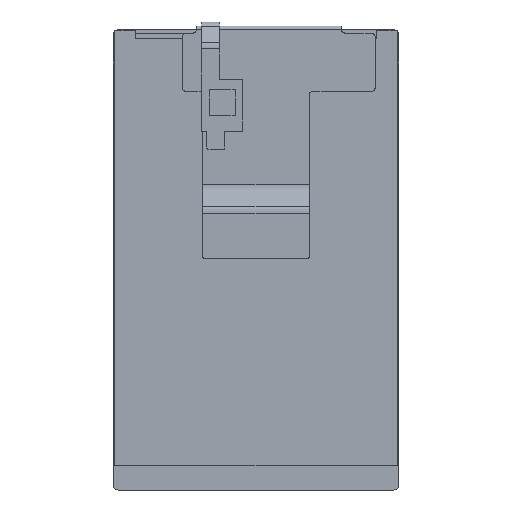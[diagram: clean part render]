
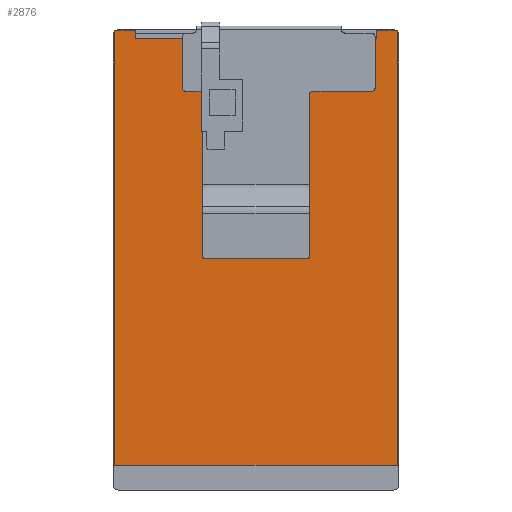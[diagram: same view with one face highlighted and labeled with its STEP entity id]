
A CAD part, front view. The second image highlights one B-rep face of the part: STEP entity #2876.
In plain terms, the highlighted planar face has unit normal (0, -1, 0).
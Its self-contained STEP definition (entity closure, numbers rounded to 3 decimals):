
#136 = DIRECTION ( 'NONE',  ( -1., 0., 0. ) ) ;
#157 = VECTOR ( 'NONE', #1769, 1000. ) ;
#238 = VERTEX_POINT ( 'NONE', #1255 ) ;
#252 = AXIS2_PLACEMENT_3D ( 'NONE', #984, #2056, #3098 ) ;
#312 = EDGE_LOOP ( 'NONE', ( #2573, #2195, #1836, #755, #549, #1972, #1425, #1179 ) ) ;
#318 = CARTESIAN_POINT ( 'NONE',  ( 27.28, 0., 42.035 ) ) ;
#409 = CARTESIAN_POINT ( 'NONE',  ( -27.28, 0., -42.035 ) ) ;
#414 = EDGE_CURVE ( 'NONE', #986, #1289, #802, .T. ) ;
#420 = CARTESIAN_POINT ( 'NONE',  ( 23.28, 0., 42.035 ) ) ;
#500 = CARTESIAN_POINT ( 'NONE',  ( -27.28, 0., 42.035 ) ) ;
#549 = ORIENTED_EDGE ( 'NONE', *, *, #414, .F. ) ;
#578 = CARTESIAN_POINT ( 'NONE',  ( 27.28, 0., -42.035 ) ) ;
#675 = LINE ( 'NONE', #2027, #157 ) ;
#727 = LINE ( 'NONE', #2393, #3144 ) ;
#732 = EDGE_CURVE ( 'NONE', #939, #3206, #1529, .T. ) ;
#755 = ORIENTED_EDGE ( 'NONE', *, *, #1943, .F. ) ;
#766 = VECTOR ( 'NONE', #3070, 1000. ) ;
#802 = LINE ( 'NONE', #2424, #2638 ) ;
#814 = VECTOR ( 'NONE', #1149, 1000. ) ;
#939 = VERTEX_POINT ( 'NONE', #1520 ) ;
#984 = CARTESIAN_POINT ( 'NONE',  ( 0., 0., 0. ) ) ;
#986 = VERTEX_POINT ( 'NONE', #1248 ) ;
#989 = DIRECTION ( 'NONE',  ( 0., 0., 1. ) ) ;
#993 = LINE ( 'NONE', #2023, #766 ) ;
#1094 = VECTOR ( 'NONE', #3179, 1000. ) ;
#1149 = DIRECTION ( 'NONE',  ( 1., 0., 0. ) ) ;
#1179 = ORIENTED_EDGE ( 'NONE', *, *, #732, .F. ) ;
#1248 = CARTESIAN_POINT ( 'NONE',  ( -23.28, 0., 40.465 ) ) ;
#1255 = CARTESIAN_POINT ( 'NONE',  ( -23.28, 0., 42.035 ) ) ;
#1289 = VERTEX_POINT ( 'NONE', #2431 ) ;
#1425 = ORIENTED_EDGE ( 'NONE', *, *, #1527, .F. ) ;
#1476 = CARTESIAN_POINT ( 'NONE',  ( 27.28, 0., 42.035 ) ) ;
#1520 = CARTESIAN_POINT ( 'NONE',  ( -27.28, 0., -42.035 ) ) ;
#1527 = EDGE_CURVE ( 'NONE', #3206, #238, #2340, .T. ) ;
#1529 = LINE ( 'NONE', #500, #2624 ) ;
#1592 = EDGE_CURVE ( 'NONE', #2335, #2389, #2696, .T. ) ;
#1609 = CARTESIAN_POINT ( 'NONE',  ( -27.28, 0., 42.035 ) ) ;
#1769 = DIRECTION ( 'NONE',  ( 0., 0., -1. ) ) ;
#1836 = ORIENTED_EDGE ( 'NONE', *, *, #1592, .F. ) ;
#1943 = EDGE_CURVE ( 'NONE', #1289, #2335, #727, .T. ) ;
#1972 = ORIENTED_EDGE ( 'NONE', *, *, #2442, .F. ) ;
#1994 = EDGE_CURVE ( 'NONE', #2389, #2909, #675, .T. ) ;
#2023 = CARTESIAN_POINT ( 'NONE',  ( -23.28, 0., 40.465 ) ) ;
#2027 = CARTESIAN_POINT ( 'NONE',  ( 27.28, 0., -42.035 ) ) ;
#2056 = DIRECTION ( 'NONE',  ( 0., -1., 0. ) ) ;
#2145 = VECTOR ( 'NONE', #136, 1000. ) ;
#2195 = ORIENTED_EDGE ( 'NONE', *, *, #1994, .F. ) ;
#2316 = FACE_OUTER_BOUND ( 'NONE', #312, .T. ) ;
#2335 = VERTEX_POINT ( 'NONE', #420 ) ;
#2340 = LINE ( 'NONE', #3125, #1094 ) ;
#2389 = VERTEX_POINT ( 'NONE', #1476 ) ;
#2393 = CARTESIAN_POINT ( 'NONE',  ( 23.28, 0., 42.035 ) ) ;
#2424 = CARTESIAN_POINT ( 'NONE',  ( 23.28, 0., 40.465 ) ) ;
#2431 = CARTESIAN_POINT ( 'NONE',  ( 23.28, 0., 40.465 ) ) ;
#2442 = EDGE_CURVE ( 'NONE', #238, #986, #993, .T. ) ;
#2573 = ORIENTED_EDGE ( 'NONE', *, *, #2723, .F. ) ;
#2624 = VECTOR ( 'NONE', #989, 1000. ) ;
#2638 = VECTOR ( 'NONE', #2709, 1000. ) ;
#2658 = DIRECTION ( 'NONE',  ( 0., 0., 1. ) ) ;
#2696 = LINE ( 'NONE', #318, #814 ) ;
#2709 = DIRECTION ( 'NONE',  ( 1., 0., 0. ) ) ;
#2723 = EDGE_CURVE ( 'NONE', #2909, #939, #2753, .T. ) ;
#2753 = LINE ( 'NONE', #409, #2145 ) ;
#2876 = ADVANCED_FACE ( 'NONE', ( #2316 ), #3356, .T. ) ;
#2909 = VERTEX_POINT ( 'NONE', #578 ) ;
#3070 = DIRECTION ( 'NONE',  ( 0., 0., -1. ) ) ;
#3098 = DIRECTION ( 'NONE',  ( 0., 0., -1. ) ) ;
#3125 = CARTESIAN_POINT ( 'NONE',  ( -23.28, 0., 42.035 ) ) ;
#3144 = VECTOR ( 'NONE', #2658, 1000. ) ;
#3179 = DIRECTION ( 'NONE',  ( 1., 0., 0. ) ) ;
#3206 = VERTEX_POINT ( 'NONE', #1609 ) ;
#3356 = PLANE ( 'NONE',  #252 ) ;
